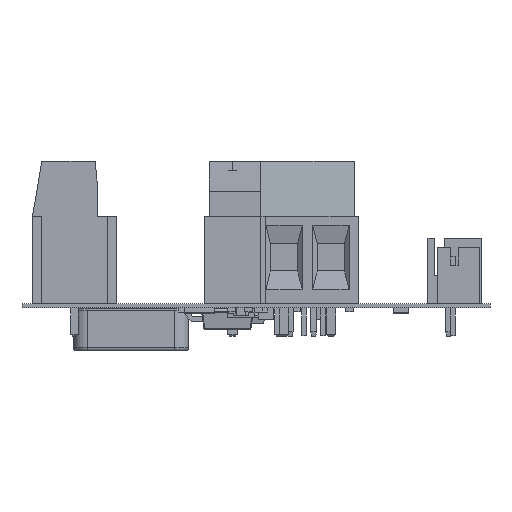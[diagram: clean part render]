
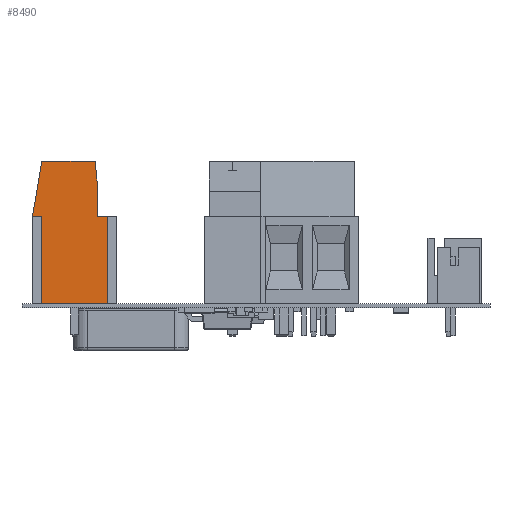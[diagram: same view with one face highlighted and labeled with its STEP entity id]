
A CAD part, front view. The second image highlights one B-rep face of the part: STEP entity #8490.
In plain terms, the highlighted face is planar.
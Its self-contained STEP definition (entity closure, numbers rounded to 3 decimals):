
#8079 = VERTEX_POINT('',#8080);
#8080 = CARTESIAN_POINT('',(10.,-15.2,-1.8));
#8086 = EDGE_CURVE('',#8087,#8079,#8089,.T.);
#8087 = VERTEX_POINT('',#8088);
#8088 = CARTESIAN_POINT('',(10.,-15.2,6.2));
#8089 = LINE('',#8090,#8091);
#8090 = CARTESIAN_POINT('',(10.,-15.2,6.7));
#8091 = VECTOR('',#8092,1.);
#8092 = DIRECTION('',(0.,0.,-1.));
#8161 = VERTEX_POINT('',#8162);
#8162 = CARTESIAN_POINT('',(10.,0.,0.));
#8168 = EDGE_CURVE('',#8169,#8161,#8171,.T.);
#8169 = VERTEX_POINT('',#8170);
#8170 = CARTESIAN_POINT('',(10.,-3.2,-0.3));
#8171 = LINE('',#8172,#8173);
#8172 = CARTESIAN_POINT('',(10.,-3.2,-0.3));
#8173 = VECTOR('',#8174,1.);
#8174 = DIRECTION('',(0.,0.996,0.093));
#8219 = VERTEX_POINT('',#8220);
#8220 = CARTESIAN_POINT('',(10.,0.,5.7));
#8226 = EDGE_CURVE('',#8161,#8219,#8227,.T.);
#8227 = LINE('',#8228,#8229);
#8228 = CARTESIAN_POINT('',(10.,0.,0.));
#8229 = VECTOR('',#8230,1.);
#8230 = DIRECTION('',(0.,0.,1.));
#8258 = VERTEX_POINT('',#8259);
#8259 = CARTESIAN_POINT('',(10.,-5.9,6.7));
#8265 = EDGE_CURVE('',#8219,#8258,#8266,.T.);
#8266 = LINE('',#8267,#8268);
#8267 = CARTESIAN_POINT('',(10.,0.,5.7));
#8268 = VECTOR('',#8269,1.);
#8269 = DIRECTION('',(0.,-0.986,0.167));
#8434 = VERTEX_POINT('',#8435);
#8435 = CARTESIAN_POINT('',(10.,-5.9,-0.3));
#8441 = EDGE_CURVE('',#8442,#8434,#8444,.T.);
#8442 = VERTEX_POINT('',#8443);
#8443 = CARTESIAN_POINT('',(10.,-5.9,-1.8));
#8444 = LINE('',#8445,#8446);
#8445 = CARTESIAN_POINT('',(10.,-5.9,-2.3));
#8446 = VECTOR('',#8447,1.);
#8447 = DIRECTION('',(0.,0.,1.));
#8479 = EDGE_CURVE('',#8434,#8169,#8480,.T.);
#8480 = LINE('',#8481,#8482);
#8481 = CARTESIAN_POINT('',(10.,-5.9,-0.3));
#8482 = VECTOR('',#8483,1.);
#8483 = DIRECTION('',(0.,1.,0.));
#8490 = ADVANCED_FACE('',(#8491),#8519,.T.);
#8491 = FACE_BOUND('',#8492,.T.);
#8492 = EDGE_LOOP('',(#8493,#8499,#8500,#8501,#8502,#8503,#8504,#8512,
    #8518));
#8493 = ORIENTED_EDGE('',*,*,#8494,.F.);
#8494 = EDGE_CURVE('',#8442,#8079,#8495,.T.);
#8495 = LINE('',#8496,#8497);
#8496 = CARTESIAN_POINT('',(10.,-4.782,-1.8));
#8497 = VECTOR('',#8498,1.);
#8498 = DIRECTION('',(0.,-1.,0.));
#8499 = ORIENTED_EDGE('',*,*,#8441,.T.);
#8500 = ORIENTED_EDGE('',*,*,#8479,.T.);
#8501 = ORIENTED_EDGE('',*,*,#8168,.T.);
#8502 = ORIENTED_EDGE('',*,*,#8226,.T.);
#8503 = ORIENTED_EDGE('',*,*,#8265,.T.);
#8504 = ORIENTED_EDGE('',*,*,#8505,.F.);
#8505 = EDGE_CURVE('',#8506,#8258,#8508,.T.);
#8506 = VERTEX_POINT('',#8507);
#8507 = CARTESIAN_POINT('',(10.,-5.9,6.2));
#8508 = LINE('',#8509,#8510);
#8509 = CARTESIAN_POINT('',(10.,-5.9,6.2));
#8510 = VECTOR('',#8511,1.);
#8511 = DIRECTION('',(0.,0.,1.));
#8512 = ORIENTED_EDGE('',*,*,#8513,.T.);
#8513 = EDGE_CURVE('',#8506,#8087,#8514,.T.);
#8514 = LINE('',#8515,#8516);
#8515 = CARTESIAN_POINT('',(10.,-4.782,6.2));
#8516 = VECTOR('',#8517,1.);
#8517 = DIRECTION('',(0.,-1.,0.));
#8518 = ORIENTED_EDGE('',*,*,#8086,.T.);
#8519 = PLANE('',#8520);
#8520 = AXIS2_PLACEMENT_3D('',#8521,#8522,#8523);
#8521 = CARTESIAN_POINT('',(10.,0.,0.));
#8522 = DIRECTION('',(1.,0.,-0.));
#8523 = DIRECTION('',(-0.,0.,-1.));
